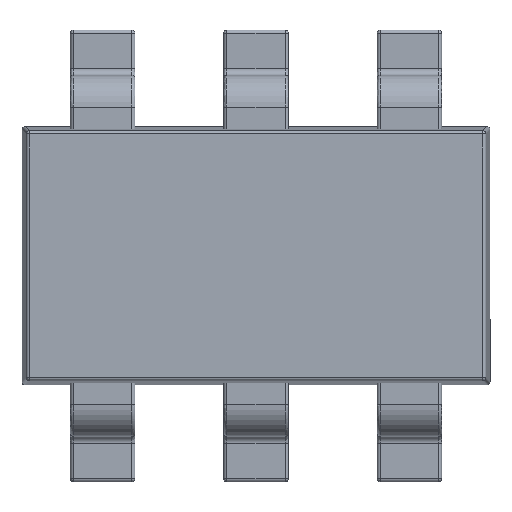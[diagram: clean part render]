
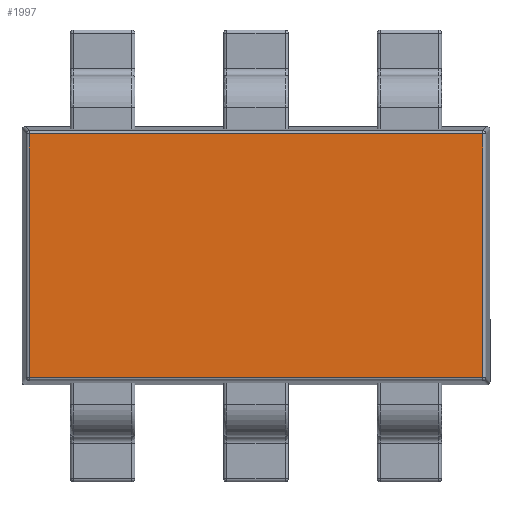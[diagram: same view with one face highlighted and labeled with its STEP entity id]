
A CAD part, top view. The second image highlights one B-rep face of the part: STEP entity #1997.
In plain terms, the highlighted planar face has unit normal (0, 0, 1).
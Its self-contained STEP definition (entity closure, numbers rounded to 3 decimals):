
#417 = CARTESIAN_POINT ( 'NONE',  ( -1.405, -0.755, 0.31 ) ) ;
#441 = DIRECTION ( 'NONE',  ( 0., 1., 0. ) ) ;
#442 = VECTOR ( 'NONE', #441, 1000. ) ;
#444 = CARTESIAN_POINT ( 'NONE',  ( 1.405, 0.8, 0.31 ) ) ;
#446 = LINE ( 'NONE', #444, #442 ) ;
#532 = DIRECTION ( 'NONE',  ( 0., -1., 0. ) ) ;
#533 = VECTOR ( 'NONE', #532, 1000. ) ;
#534 = CARTESIAN_POINT ( 'NONE',  ( -1.405, 0.8, 0.31 ) ) ;
#535 = LINE ( 'NONE', #534, #533 ) ;
#582 = DIRECTION ( 'NONE',  ( 1., 0., 0. ) ) ;
#583 = VECTOR ( 'NONE', #582, 1000. ) ;
#584 = CARTESIAN_POINT ( 'NONE',  ( 1.45, -0.755, 0.31 ) ) ;
#585 = LINE ( 'NONE', #584, #583 ) ;
#1795 = CARTESIAN_POINT ( 'NONE',  ( -1.405, 0.755, 0.31 ) ) ;
#1991 = ORIENTED_EDGE ( 'NONE', *, *, #5111, .T. ) ;
#1992 = ORIENTED_EDGE ( 'NONE', *, *, #2007, .T. ) ;
#1994 = ORIENTED_EDGE ( 'NONE', *, *, #7610, .T. ) ;
#1996 = ORIENTED_EDGE ( 'NONE', *, *, #4460, .T. ) ;
#1997 = ADVANCED_FACE ( 'NONE', ( #3489 ), #3473, .T. ) ;
#2007 = EDGE_CURVE ( 'NONE', #2487, #8370, #3517, .T. ) ;
#2032 = VERTEX_POINT ( 'NONE', #3603 ) ;
#2487 = VERTEX_POINT ( 'NONE', #5441 ) ;
#3472 = AXIS2_PLACEMENT_3D ( 'NONE', #3526, #3525, #3524 ) ;
#3473 = PLANE ( 'NONE',  #3472 ) ;
#3489 = FACE_OUTER_BOUND ( 'NONE', #8018, .T. ) ;
#3514 = DIRECTION ( 'NONE',  ( -1., 0., 0. ) ) ;
#3515 = VECTOR ( 'NONE', #3514, 1000. ) ;
#3516 = CARTESIAN_POINT ( 'NONE',  ( 1.45, 0.755, 0.31 ) ) ;
#3517 = LINE ( 'NONE', #3516, #3515 ) ;
#3524 = DIRECTION ( 'NONE',  ( 1., 0., 0. ) ) ;
#3525 = DIRECTION ( 'NONE',  ( 0., 0., 1. ) ) ;
#3526 = CARTESIAN_POINT ( 'NONE',  ( 1.45, 0.8, 0.31 ) ) ;
#3555 = VERTEX_POINT ( 'NONE', #417 ) ;
#3603 = CARTESIAN_POINT ( 'NONE',  ( 1.405, -0.755, 0.31 ) ) ;
#4460 = EDGE_CURVE ( 'NONE', #2032, #2487, #446, .T. ) ;
#5111 = EDGE_CURVE ( 'NONE', #8370, #3555, #535, .T. ) ;
#5441 = CARTESIAN_POINT ( 'NONE',  ( 1.405, 0.755, 0.31 ) ) ;
#7610 = EDGE_CURVE ( 'NONE', #3555, #2032, #585, .T. ) ;
#8018 = EDGE_LOOP ( 'NONE', ( #1996, #1992, #1991, #1994 ) ) ;
#8370 = VERTEX_POINT ( 'NONE', #1795 ) ;
